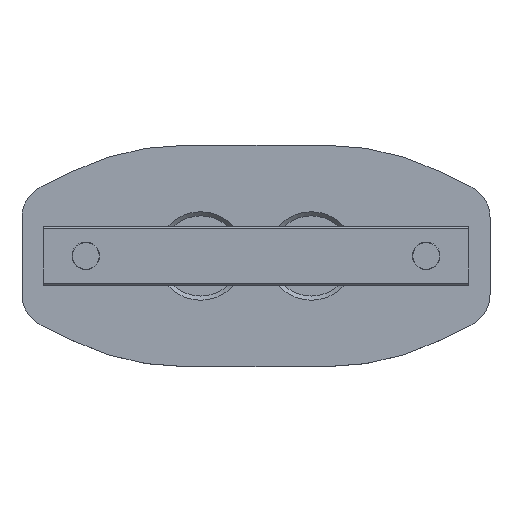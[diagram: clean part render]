
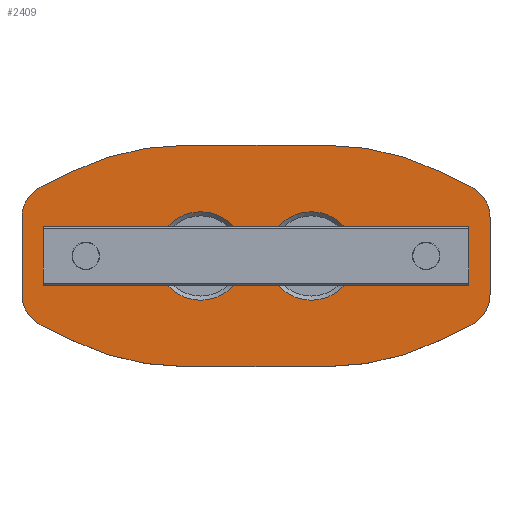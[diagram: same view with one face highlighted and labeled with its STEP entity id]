
A CAD part, top view. The second image highlights one B-rep face of the part: STEP entity #2409.
In plain terms, the highlighted planar face has unit normal (0, 0, 1).
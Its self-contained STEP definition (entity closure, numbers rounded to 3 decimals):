
#204=FACE_BOUND('',#363,.T.);
#205=FACE_BOUND('',#364,.T.);
#206=FACE_BOUND('',#365,.T.);
#207=FACE_BOUND('',#366,.T.);
#229=FACE_OUTER_BOUND('',#362,.T.);
#362=EDGE_LOOP('',(#1614,#1615,#1616,#1617,#1618,#1619,#1620,#1621,#1622,
#1623,#1624,#1625,#1626,#1627,#1628,#1629));
#363=EDGE_LOOP('',(#1630,#1631));
#364=EDGE_LOOP('',(#1632,#1633));
#365=EDGE_LOOP('',(#1634,#1635));
#366=EDGE_LOOP('',(#1636,#1637));
#520=LINE('',#3598,#680);
#521=LINE('',#3602,#681);
#522=LINE('',#3606,#682);
#523=LINE('',#3610,#683);
#524=LINE('',#3614,#684);
#525=LINE('',#3618,#685);
#526=LINE('',#3622,#686);
#527=LINE('',#3625,#687);
#680=VECTOR('',#2862,10.);
#681=VECTOR('',#2865,10.);
#682=VECTOR('',#2868,10.);
#683=VECTOR('',#2871,10.);
#684=VECTOR('',#2874,10.);
#685=VECTOR('',#2877,10.);
#686=VECTOR('',#2880,10.);
#687=VECTOR('',#2883,10.);
#840=CIRCLE('',#2570,4.);
#841=CIRCLE('',#2571,4.);
#842=CIRCLE('',#2572,30.);
#843=CIRCLE('',#2573,30.);
#844=CIRCLE('',#2574,4.);
#845=CIRCLE('',#2575,4.);
#846=CIRCLE('',#2576,30.);
#847=CIRCLE('',#2577,30.);
#848=CIRCLE('',#2578,5.2);
#849=CIRCLE('',#2579,5.2);
#850=CIRCLE('',#2580,5.2);
#851=CIRCLE('',#2581,5.2);
#852=CIRCLE('',#2582,2.65);
#853=CIRCLE('',#2583,2.65);
#854=CIRCLE('',#2584,2.65);
#855=CIRCLE('',#2585,2.65);
#994=VERTEX_POINT('',#3594);
#995=VERTEX_POINT('',#3595);
#996=VERTEX_POINT('',#3597);
#997=VERTEX_POINT('',#3599);
#998=VERTEX_POINT('',#3601);
#999=VERTEX_POINT('',#3603);
#1000=VERTEX_POINT('',#3605);
#1001=VERTEX_POINT('',#3607);
#1002=VERTEX_POINT('',#3609);
#1003=VERTEX_POINT('',#3611);
#1004=VERTEX_POINT('',#3613);
#1005=VERTEX_POINT('',#3615);
#1006=VERTEX_POINT('',#3617);
#1007=VERTEX_POINT('',#3619);
#1008=VERTEX_POINT('',#3621);
#1009=VERTEX_POINT('',#3623);
#1010=VERTEX_POINT('',#3626);
#1011=VERTEX_POINT('',#3627);
#1012=VERTEX_POINT('',#3630);
#1013=VERTEX_POINT('',#3631);
#1014=VERTEX_POINT('',#3634);
#1015=VERTEX_POINT('',#3635);
#1016=VERTEX_POINT('',#3638);
#1017=VERTEX_POINT('',#3639);
#1251=EDGE_CURVE('',#994,#995,#840,.T.);
#1252=EDGE_CURVE('',#994,#996,#520,.T.);
#1253=EDGE_CURVE('',#997,#996,#841,.T.);
#1254=EDGE_CURVE('',#997,#998,#521,.T.);
#1255=EDGE_CURVE('',#999,#998,#842,.T.);
#1256=EDGE_CURVE('',#999,#1000,#522,.T.);
#1257=EDGE_CURVE('',#1001,#1000,#843,.T.);
#1258=EDGE_CURVE('',#1001,#1002,#523,.T.);
#1259=EDGE_CURVE('',#1003,#1002,#844,.T.);
#1260=EDGE_CURVE('',#1003,#1004,#524,.T.);
#1261=EDGE_CURVE('',#1005,#1004,#845,.T.);
#1262=EDGE_CURVE('',#1005,#1006,#525,.T.);
#1263=EDGE_CURVE('',#1007,#1006,#846,.T.);
#1264=EDGE_CURVE('',#1007,#1008,#526,.T.);
#1265=EDGE_CURVE('',#1009,#1008,#847,.T.);
#1266=EDGE_CURVE('',#1009,#995,#527,.T.);
#1267=EDGE_CURVE('',#1010,#1011,#848,.T.);
#1268=EDGE_CURVE('',#1011,#1010,#849,.T.);
#1269=EDGE_CURVE('',#1012,#1013,#850,.T.);
#1270=EDGE_CURVE('',#1013,#1012,#851,.T.);
#1271=EDGE_CURVE('',#1014,#1015,#852,.T.);
#1272=EDGE_CURVE('',#1015,#1014,#853,.T.);
#1273=EDGE_CURVE('',#1016,#1017,#854,.T.);
#1274=EDGE_CURVE('',#1017,#1016,#855,.T.);
#1614=ORIENTED_EDGE('',*,*,#1251,.F.);
#1615=ORIENTED_EDGE('',*,*,#1252,.T.);
#1616=ORIENTED_EDGE('',*,*,#1253,.F.);
#1617=ORIENTED_EDGE('',*,*,#1254,.T.);
#1618=ORIENTED_EDGE('',*,*,#1255,.F.);
#1619=ORIENTED_EDGE('',*,*,#1256,.T.);
#1620=ORIENTED_EDGE('',*,*,#1257,.F.);
#1621=ORIENTED_EDGE('',*,*,#1258,.T.);
#1622=ORIENTED_EDGE('',*,*,#1259,.F.);
#1623=ORIENTED_EDGE('',*,*,#1260,.T.);
#1624=ORIENTED_EDGE('',*,*,#1261,.F.);
#1625=ORIENTED_EDGE('',*,*,#1262,.T.);
#1626=ORIENTED_EDGE('',*,*,#1263,.F.);
#1627=ORIENTED_EDGE('',*,*,#1264,.T.);
#1628=ORIENTED_EDGE('',*,*,#1265,.F.);
#1629=ORIENTED_EDGE('',*,*,#1266,.T.);
#1630=ORIENTED_EDGE('',*,*,#1267,.T.);
#1631=ORIENTED_EDGE('',*,*,#1268,.T.);
#1632=ORIENTED_EDGE('',*,*,#1269,.T.);
#1633=ORIENTED_EDGE('',*,*,#1270,.T.);
#1634=ORIENTED_EDGE('',*,*,#1271,.T.);
#1635=ORIENTED_EDGE('',*,*,#1272,.T.);
#1636=ORIENTED_EDGE('',*,*,#1273,.T.);
#1637=ORIENTED_EDGE('',*,*,#1274,.T.);
#2340=PLANE('',#2569);
#2409=ADVANCED_FACE('',(#229,#204,#205,#206,#207),#2340,.T.);
#2569=AXIS2_PLACEMENT_3D('',#3593,#2858,#2859);
#2570=AXIS2_PLACEMENT_3D('',#3596,#2860,#2861);
#2571=AXIS2_PLACEMENT_3D('',#3600,#2863,#2864);
#2572=AXIS2_PLACEMENT_3D('',#3604,#2866,#2867);
#2573=AXIS2_PLACEMENT_3D('',#3608,#2869,#2870);
#2574=AXIS2_PLACEMENT_3D('',#3612,#2872,#2873);
#2575=AXIS2_PLACEMENT_3D('',#3616,#2875,#2876);
#2576=AXIS2_PLACEMENT_3D('',#3620,#2878,#2879);
#2577=AXIS2_PLACEMENT_3D('',#3624,#2881,#2882);
#2578=AXIS2_PLACEMENT_3D('',#3628,#2884,#2885);
#2579=AXIS2_PLACEMENT_3D('',#3629,#2886,#2887);
#2580=AXIS2_PLACEMENT_3D('',#3632,#2888,#2889);
#2581=AXIS2_PLACEMENT_3D('',#3633,#2890,#2891);
#2582=AXIS2_PLACEMENT_3D('',#3636,#2892,#2893);
#2583=AXIS2_PLACEMENT_3D('',#3637,#2894,#2895);
#2584=AXIS2_PLACEMENT_3D('',#3640,#2896,#2897);
#2585=AXIS2_PLACEMENT_3D('',#3641,#2898,#2899);
#2858=DIRECTION('center_axis',(0.,0.,1.));
#2859=DIRECTION('ref_axis',(1.,0.,0.));
#2860=DIRECTION('center_axis',(0.,0.,-1.));
#2861=DIRECTION('ref_axis',(0.848,-0.529,0.));
#2862=DIRECTION('',(0.,1.,0.));
#2863=DIRECTION('center_axis',(0.,0.,-1.));
#2864=DIRECTION('ref_axis',(0.848,0.529,0.));
#2865=DIRECTION('',(-0.898,0.44,0.));
#2866=DIRECTION('center_axis',(0.,0.,-1.));
#2867=DIRECTION('ref_axis',(0.226,0.974,0.));
#2868=DIRECTION('',(-1.,0.,0.));
#2869=DIRECTION('center_axis',(0.,0.,-1.));
#2870=DIRECTION('ref_axis',(-0.226,0.974,0.));
#2871=DIRECTION('',(-0.898,-0.44,0.));
#2872=DIRECTION('center_axis',(0.,0.,-1.));
#2873=DIRECTION('ref_axis',(-0.848,0.529,0.));
#2874=DIRECTION('',(0.,-1.,0.));
#2875=DIRECTION('center_axis',(0.,0.,-1.));
#2876=DIRECTION('ref_axis',(-0.848,-0.529,0.));
#2877=DIRECTION('',(0.898,-0.44,0.));
#2878=DIRECTION('center_axis',(0.,0.,-1.));
#2879=DIRECTION('ref_axis',(-0.226,-0.974,0.));
#2880=DIRECTION('',(1.,0.,0.));
#2881=DIRECTION('center_axis',(0.,0.,-1.));
#2882=DIRECTION('ref_axis',(0.226,-0.974,0.));
#2883=DIRECTION('',(0.898,0.44,0.));
#2884=DIRECTION('center_axis',(0.,0.,-1.));
#2885=DIRECTION('ref_axis',(1.,0.,0.));
#2886=DIRECTION('center_axis',(0.,0.,-1.));
#2887=DIRECTION('ref_axis',(1.,0.,0.));
#2888=DIRECTION('center_axis',(0.,0.,-1.));
#2889=DIRECTION('ref_axis',(1.,0.,0.));
#2890=DIRECTION('center_axis',(0.,0.,-1.));
#2891=DIRECTION('ref_axis',(1.,0.,0.));
#2892=DIRECTION('center_axis',(0.,0.,-1.));
#2893=DIRECTION('ref_axis',(1.,0.,0.));
#2894=DIRECTION('center_axis',(0.,0.,-1.));
#2895=DIRECTION('ref_axis',(1.,0.,0.));
#2896=DIRECTION('center_axis',(0.,0.,-1.));
#2897=DIRECTION('ref_axis',(1.,0.,0.));
#2898=DIRECTION('center_axis',(0.,0.,-1.));
#2899=DIRECTION('ref_axis',(1.,0.,0.));
#3593=CARTESIAN_POINT('Origin',(0.,0.,4.));
#3594=CARTESIAN_POINT('',(27.5,-4.534,4.));
#3595=CARTESIAN_POINT('',(25.259,-8.127,4.));
#3596=CARTESIAN_POINT('Origin',(23.5,-4.534,4.));
#3597=CARTESIAN_POINT('',(27.5,4.534,4.));
#3598=CARTESIAN_POINT('',(27.5,-7.03,4.));
#3599=CARTESIAN_POINT('',(25.259,8.127,4.));
#3600=CARTESIAN_POINT('Origin',(23.5,4.534,4.));
#3601=CARTESIAN_POINT('',(21.546,9.945,4.));
#3602=CARTESIAN_POINT('',(27.5,7.03,4.));
#3603=CARTESIAN_POINT('',(8.355,13.,4.));
#3604=CARTESIAN_POINT('Origin',(8.355,-17.,4.));
#3605=CARTESIAN_POINT('',(-8.355,13.,4.));
#3606=CARTESIAN_POINT('',(15.304,13.,4.));
#3607=CARTESIAN_POINT('',(-21.546,9.945,4.));
#3608=CARTESIAN_POINT('Origin',(-8.355,-17.,4.));
#3609=CARTESIAN_POINT('',(-25.259,8.127,4.));
#3610=CARTESIAN_POINT('',(-15.304,13.,4.));
#3611=CARTESIAN_POINT('',(-27.5,4.534,4.));
#3612=CARTESIAN_POINT('Origin',(-23.5,4.534,4.));
#3613=CARTESIAN_POINT('',(-27.5,-4.534,4.));
#3614=CARTESIAN_POINT('',(-27.5,7.03,4.));
#3615=CARTESIAN_POINT('',(-25.259,-8.127,4.));
#3616=CARTESIAN_POINT('Origin',(-23.5,-4.534,4.));
#3617=CARTESIAN_POINT('',(-21.546,-9.945,4.));
#3618=CARTESIAN_POINT('',(-27.5,-7.03,4.));
#3619=CARTESIAN_POINT('',(-8.355,-13.,4.));
#3620=CARTESIAN_POINT('Origin',(-8.355,17.,4.));
#3621=CARTESIAN_POINT('',(8.355,-13.,4.));
#3622=CARTESIAN_POINT('',(-15.304,-13.,4.));
#3623=CARTESIAN_POINT('',(21.546,-9.945,4.));
#3624=CARTESIAN_POINT('Origin',(8.355,17.,4.));
#3625=CARTESIAN_POINT('',(15.304,-13.,4.));
#3626=CARTESIAN_POINT('',(-1.3,0.,4.));
#3627=CARTESIAN_POINT('',(-11.7,0.,4.));
#3628=CARTESIAN_POINT('Origin',(-6.5,0.,4.));
#3629=CARTESIAN_POINT('Origin',(-6.5,0.,4.));
#3630=CARTESIAN_POINT('',(11.7,0.,4.));
#3631=CARTESIAN_POINT('',(1.3,0.,4.));
#3632=CARTESIAN_POINT('Origin',(6.5,0.,4.));
#3633=CARTESIAN_POINT('Origin',(6.5,0.,4.));
#3634=CARTESIAN_POINT('',(-17.35,0.,4.));
#3635=CARTESIAN_POINT('',(-22.65,0.,4.));
#3636=CARTESIAN_POINT('Origin',(-20.,0.,4.));
#3637=CARTESIAN_POINT('Origin',(-20.,0.,4.));
#3638=CARTESIAN_POINT('',(22.65,0.,4.));
#3639=CARTESIAN_POINT('',(17.35,0.,4.));
#3640=CARTESIAN_POINT('Origin',(20.,0.,4.));
#3641=CARTESIAN_POINT('Origin',(20.,0.,4.));
